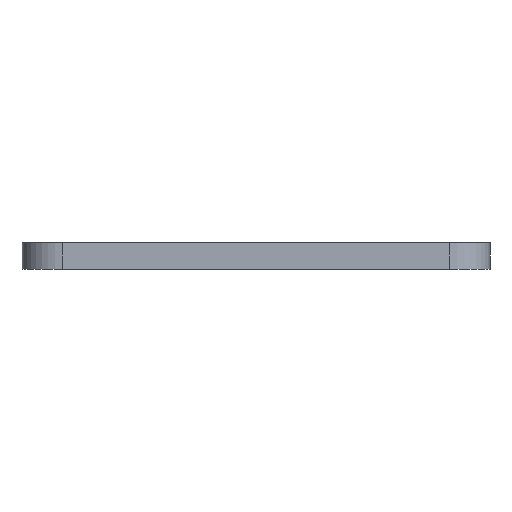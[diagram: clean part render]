
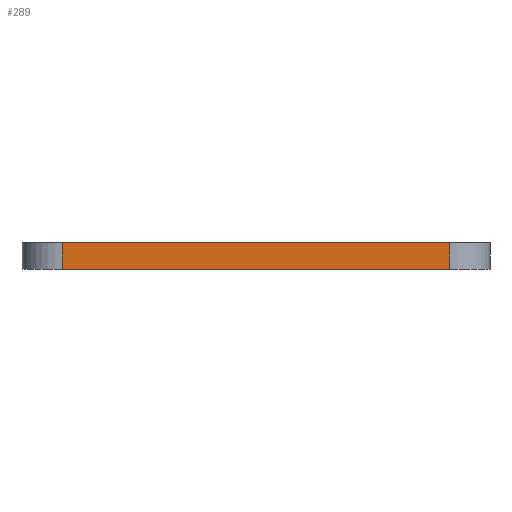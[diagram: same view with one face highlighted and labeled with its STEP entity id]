
A CAD part, left-side view. The second image highlights one B-rep face of the part: STEP entity #289.
In plain terms, the highlighted planar face has unit normal (-1, 0, 0).
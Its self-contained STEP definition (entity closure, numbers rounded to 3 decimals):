
#70 = ORIENTED_EDGE ( 'NONE', *, *, #11352, .T. ) ;
#289 = ADVANCED_FACE ( 'NONE', ( #11917 ), #1340, .F. ) ;
#835 = LINE ( 'NONE', #6102, #6315 ) ;
#859 = VERTEX_POINT ( 'NONE', #8904 ) ;
#1276 = DIRECTION ( 'NONE',  ( 0., 0., -1. ) ) ;
#1305 = CARTESIAN_POINT ( 'NONE',  ( -32.25, 14.5, 0. ) ) ;
#1310 = DIRECTION ( 'NONE',  ( 1., 0., 0. ) ) ;
#1340 = PLANE ( 'NONE',  #6928 ) ;
#1532 = EDGE_LOOP ( 'NONE', ( #1593, #8318, #10867, #70 ) ) ;
#1593 = ORIENTED_EDGE ( 'NONE', *, *, #11424, .T. ) ;
#3716 = CARTESIAN_POINT ( 'NONE',  ( -32.25, -17.5, 2. ) ) ;
#5358 = VERTEX_POINT ( 'NONE', #11185 ) ;
#5657 = LINE ( 'NONE', #10306, #8127 ) ;
#6102 = CARTESIAN_POINT ( 'NONE',  ( -32.25, -17.5, 0. ) ) ;
#6315 = VECTOR ( 'NONE', #11513, 1000. ) ;
#6928 = AXIS2_PLACEMENT_3D ( 'NONE', #3716, #1310, #1276 ) ;
#7106 = DIRECTION ( 'NONE',  ( 0., 0., -1. ) ) ;
#7916 = DIRECTION ( 'NONE',  ( 0., 0., 1. ) ) ;
#8127 = VECTOR ( 'NONE', #7106, 1000. ) ;
#8318 = ORIENTED_EDGE ( 'NONE', *, *, #10613, .T. ) ;
#8846 = CARTESIAN_POINT ( 'NONE',  ( -32.25, -14.5, 0. ) ) ;
#8904 = CARTESIAN_POINT ( 'NONE',  ( -32.25, 14.5, 2. ) ) ;
#9250 = VERTEX_POINT ( 'NONE', #8846 ) ;
#9637 = VECTOR ( 'NONE', #12045, 1000. ) ;
#9987 = LINE ( 'NONE', #10183, #9637 ) ;
#10003 = CARTESIAN_POINT ( 'NONE',  ( -32.25, -14.5, 2. ) ) ;
#10183 = CARTESIAN_POINT ( 'NONE',  ( -32.25, -17.5, 2. ) ) ;
#10306 = CARTESIAN_POINT ( 'NONE',  ( -32.25, 14.5, 2. ) ) ;
#10613 = EDGE_CURVE ( 'NONE', #9250, #5358, #11864, .T. ) ;
#10867 = ORIENTED_EDGE ( 'NONE', *, *, #13216, .F. ) ;
#11185 = CARTESIAN_POINT ( 'NONE',  ( -32.25, -14.5, 2. ) ) ;
#11352 = EDGE_CURVE ( 'NONE', #859, #13093, #5657, .T. ) ;
#11424 = EDGE_CURVE ( 'NONE', #13093, #9250, #835, .T. ) ;
#11513 = DIRECTION ( 'NONE',  ( 0., -1., 0. ) ) ;
#11864 = LINE ( 'NONE', #10003, #12521 ) ;
#11917 = FACE_OUTER_BOUND ( 'NONE', #1532, .T. ) ;
#12045 = DIRECTION ( 'NONE',  ( 0., -1., 0. ) ) ;
#12521 = VECTOR ( 'NONE', #7916, 1000. ) ;
#13093 = VERTEX_POINT ( 'NONE', #1305 ) ;
#13216 = EDGE_CURVE ( 'NONE', #859, #5358, #9987, .T. ) ;
